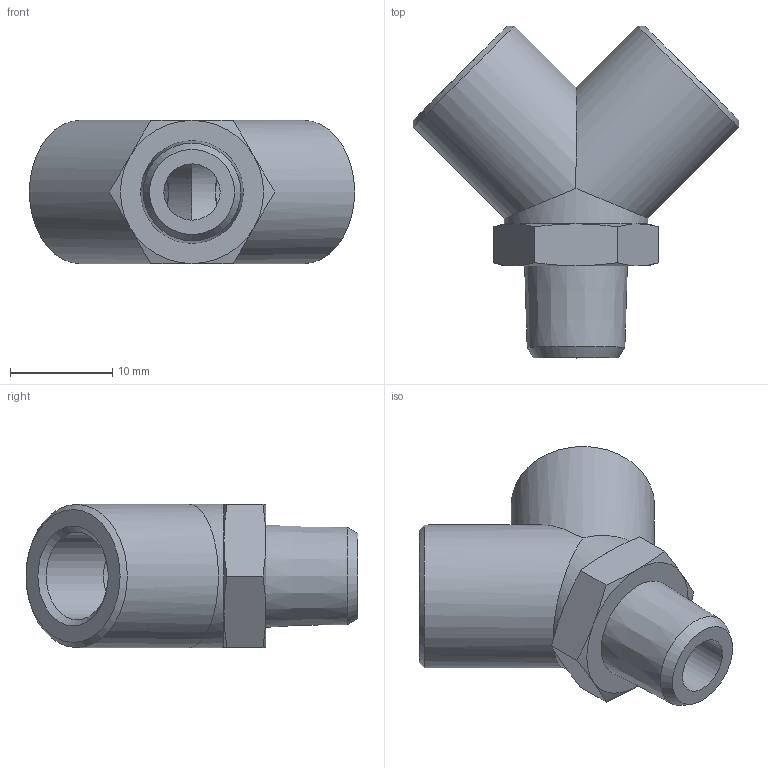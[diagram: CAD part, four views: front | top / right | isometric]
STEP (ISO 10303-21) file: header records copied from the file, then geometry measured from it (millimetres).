
FILE_DESCRIPTION(/* description */ ('STEP AP214'),/* implementation_level */ '2;1');
FILE_NAME(/* name */ '8030231_NPFC-Y-R18-2G18-MFF',/* time_stamp */ '2024-09-13T00:38:18+02:00',/* author */ ('License CC BY-ND 4.0'),/* organization */ ('CADENAS'),/* preprocessor_version */ 'ST-DEVELOPER v19.3',/* originating_system */ 'PARTsolutions',/* authorisation */ ' ');
FILE_SCHEMA (('AUTOMOTIVE_DESIGN {1 0 10303 214 3 1 1}'));
Length unit declared in the file: millimetre
Products named in the file (1): 8030231 NPFC-Y-R18-2G18-MFF
Bounding box: 31.79 x 32.45 x 14 mm (x, y, z)
Volume: 3842.1 mm3; surface area: 3002.6 mm2
Topology: 1 solids, 1 shells, 39 faces, 87 edges, 50 vertices
Faces by surface type: cone 20, plane 10, cylinder 8, sphere 1
Full cylindrical faces by diameter (mm): 5.5 x1, 8.5 x2, 8.566 x2, 14 x3
Entity records: 996 total; most frequent: CARTESIAN_POINT 222, DIRECTION 156, ORIENTED_EDGE 130, AXIS2_PLACEMENT_3D 75, EDGE_CURVE 65, EDGE_LOOP 60, FACE_BOUND 60, VERTEX_POINT 45
